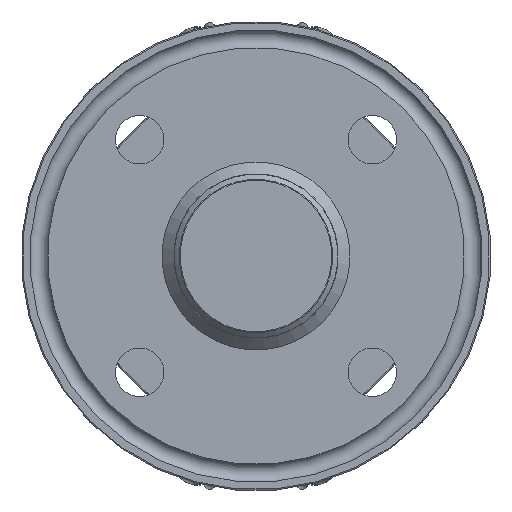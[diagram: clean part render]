
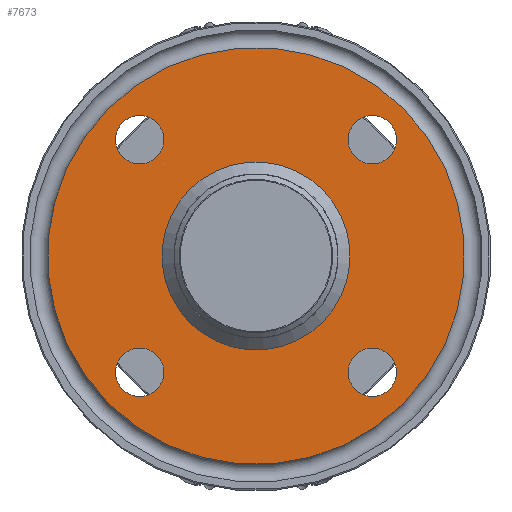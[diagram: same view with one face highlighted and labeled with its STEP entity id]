
A CAD part, front view. The second image highlights one B-rep face of the part: STEP entity #7673.
In plain terms, the highlighted planar face has unit normal (0, -1, 0).
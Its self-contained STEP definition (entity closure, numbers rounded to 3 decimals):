
#912=FACE_BOUND('',#2042,.T.);
#913=FACE_BOUND('',#2043,.T.);
#914=FACE_BOUND('',#2044,.T.);
#915=FACE_BOUND('',#2045,.T.);
#916=FACE_BOUND('',#2046,.T.);
#1174=PLANE('',#8734);
#1534=FACE_OUTER_BOUND('',#2041,.T.);
#2041=EDGE_LOOP('',(#6410,#6411));
#2042=EDGE_LOOP('',(#6412,#6413));
#2043=EDGE_LOOP('',(#6414,#6415));
#2044=EDGE_LOOP('',(#6416,#6417));
#2045=EDGE_LOOP('',(#6418,#6419));
#2046=EDGE_LOOP('',(#6420,#6421));
#2829=CIRCLE('',#8707,4.125);
#2830=CIRCLE('',#8708,4.125);
#2833=CIRCLE('',#8713,4.125);
#2834=CIRCLE('',#8714,4.125);
#2837=CIRCLE('',#8719,4.125);
#2838=CIRCLE('',#8720,4.125);
#2841=CIRCLE('',#8725,4.125);
#2842=CIRCLE('',#8726,4.125);
#2846=CIRCLE('',#8732,35.5);
#2847=CIRCLE('',#8733,35.5);
#2848=CIRCLE('',#8735,16.);
#2849=CIRCLE('',#8736,16.);
#3621=VERTEX_POINT('',#14655);
#3622=VERTEX_POINT('',#14656);
#3625=VERTEX_POINT('',#14667);
#3626=VERTEX_POINT('',#14668);
#3629=VERTEX_POINT('',#14679);
#3630=VERTEX_POINT('',#14680);
#3633=VERTEX_POINT('',#14691);
#3634=VERTEX_POINT('',#14692);
#3637=VERTEX_POINT('',#14703);
#3638=VERTEX_POINT('',#14705);
#3639=VERTEX_POINT('',#14709);
#3640=VERTEX_POINT('',#14710);
#4600=EDGE_CURVE('',#3621,#3622,#2829,.T.);
#4601=EDGE_CURVE('',#3622,#3621,#2830,.T.);
#4606=EDGE_CURVE('',#3625,#3626,#2833,.T.);
#4607=EDGE_CURVE('',#3626,#3625,#2834,.T.);
#4612=EDGE_CURVE('',#3629,#3630,#2837,.T.);
#4613=EDGE_CURVE('',#3630,#3629,#2838,.T.);
#4618=EDGE_CURVE('',#3633,#3634,#2841,.T.);
#4619=EDGE_CURVE('',#3634,#3633,#2842,.T.);
#4625=EDGE_CURVE('',#3638,#3637,#2846,.T.);
#4626=EDGE_CURVE('',#3637,#3638,#2847,.T.);
#4627=EDGE_CURVE('',#3639,#3640,#2848,.T.);
#4628=EDGE_CURVE('',#3640,#3639,#2849,.T.);
#6410=ORIENTED_EDGE('',*,*,#4625,.T.);
#6411=ORIENTED_EDGE('',*,*,#4626,.T.);
#6412=ORIENTED_EDGE('',*,*,#4600,.T.);
#6413=ORIENTED_EDGE('',*,*,#4601,.T.);
#6414=ORIENTED_EDGE('',*,*,#4606,.T.);
#6415=ORIENTED_EDGE('',*,*,#4607,.T.);
#6416=ORIENTED_EDGE('',*,*,#4612,.T.);
#6417=ORIENTED_EDGE('',*,*,#4613,.T.);
#6418=ORIENTED_EDGE('',*,*,#4618,.T.);
#6419=ORIENTED_EDGE('',*,*,#4619,.T.);
#6420=ORIENTED_EDGE('',*,*,#4627,.F.);
#6421=ORIENTED_EDGE('',*,*,#4628,.F.);
#7673=ADVANCED_FACE('',(#1534,#912,#913,#914,#915,#916),#1174,.T.);
#8707=AXIS2_PLACEMENT_3D('',#14657,#10811,#10812);
#8708=AXIS2_PLACEMENT_3D('',#14658,#10813,#10814);
#8713=AXIS2_PLACEMENT_3D('',#14669,#10825,#10826);
#8714=AXIS2_PLACEMENT_3D('',#14670,#10827,#10828);
#8719=AXIS2_PLACEMENT_3D('',#14681,#10839,#10840);
#8720=AXIS2_PLACEMENT_3D('',#14682,#10841,#10842);
#8725=AXIS2_PLACEMENT_3D('',#14693,#10853,#10854);
#8726=AXIS2_PLACEMENT_3D('',#14694,#10855,#10856);
#8732=AXIS2_PLACEMENT_3D('',#14706,#10869,#10870);
#8733=AXIS2_PLACEMENT_3D('',#14707,#10871,#10872);
#8734=AXIS2_PLACEMENT_3D('',#14708,#10873,#10874);
#8735=AXIS2_PLACEMENT_3D('',#14711,#10875,#10876);
#8736=AXIS2_PLACEMENT_3D('',#14712,#10877,#10878);
#10811=DIRECTION('center_axis',(0.,1.,0.));
#10812=DIRECTION('ref_axis',(0.707,0.,0.707));
#10813=DIRECTION('center_axis',(0.,1.,0.));
#10814=DIRECTION('ref_axis',(0.707,0.,0.707));
#10825=DIRECTION('center_axis',(0.,1.,0.));
#10826=DIRECTION('ref_axis',(0.707,0.,-0.707));
#10827=DIRECTION('center_axis',(0.,1.,0.));
#10828=DIRECTION('ref_axis',(0.707,0.,-0.707));
#10839=DIRECTION('center_axis',(0.,1.,0.));
#10840=DIRECTION('ref_axis',(-0.707,0.,-0.707));
#10841=DIRECTION('center_axis',(0.,1.,0.));
#10842=DIRECTION('ref_axis',(-0.707,0.,-0.707));
#10853=DIRECTION('center_axis',(0.,1.,0.));
#10854=DIRECTION('ref_axis',(-0.707,0.,0.707));
#10855=DIRECTION('center_axis',(0.,1.,0.));
#10856=DIRECTION('ref_axis',(-0.707,0.,0.707));
#10869=DIRECTION('center_axis',(0.,-1.,0.));
#10870=DIRECTION('ref_axis',(0.707,0.,-0.707));
#10871=DIRECTION('center_axis',(0.,-1.,0.));
#10872=DIRECTION('ref_axis',(0.707,0.,-0.707));
#10873=DIRECTION('center_axis',(0.,-1.,0.));
#10874=DIRECTION('ref_axis',(-0.707,0.,-0.707));
#10875=DIRECTION('center_axis',(0.,-1.,0.));
#10876=DIRECTION('ref_axis',(0.707,0.,-0.707));
#10877=DIRECTION('center_axis',(0.,-1.,0.));
#10878=DIRECTION('ref_axis',(0.707,0.,-0.707));
#14655=CARTESIAN_POINT('',(22.716,-123.5,22.716));
#14656=CARTESIAN_POINT('',(16.882,-123.5,16.882));
#14657=CARTESIAN_POINT('Origin',(19.799,-123.5,19.799));
#14658=CARTESIAN_POINT('Origin',(19.799,-123.5,19.799));
#14667=CARTESIAN_POINT('',(22.716,-123.5,-22.716));
#14668=CARTESIAN_POINT('',(16.882,-123.5,-16.882));
#14669=CARTESIAN_POINT('Origin',(19.799,-123.5,-19.799));
#14670=CARTESIAN_POINT('Origin',(19.799,-123.5,-19.799));
#14679=CARTESIAN_POINT('',(-22.716,-123.5,-22.716));
#14680=CARTESIAN_POINT('',(-16.882,-123.5,-16.882));
#14681=CARTESIAN_POINT('Origin',(-19.799,-123.5,-19.799));
#14682=CARTESIAN_POINT('Origin',(-19.799,-123.5,-19.799));
#14691=CARTESIAN_POINT('',(-22.716,-123.5,22.716));
#14692=CARTESIAN_POINT('',(-16.882,-123.5,16.882));
#14693=CARTESIAN_POINT('Origin',(-19.799,-123.5,19.799));
#14694=CARTESIAN_POINT('Origin',(-19.799,-123.5,19.799));
#14703=CARTESIAN_POINT('',(25.102,-123.5,25.102));
#14705=CARTESIAN_POINT('',(25.102,-123.5,-25.102));
#14706=CARTESIAN_POINT('Origin',(0.,-123.5,0.));
#14707=CARTESIAN_POINT('Origin',(0.,-123.5,0.));
#14708=CARTESIAN_POINT('Origin',(11.314,-123.5,-11.314));
#14709=CARTESIAN_POINT('',(11.314,-123.5,-11.314));
#14710=CARTESIAN_POINT('',(-11.314,-123.5,11.314));
#14711=CARTESIAN_POINT('Origin',(0.,-123.5,0.));
#14712=CARTESIAN_POINT('Origin',(0.,-123.5,0.));
